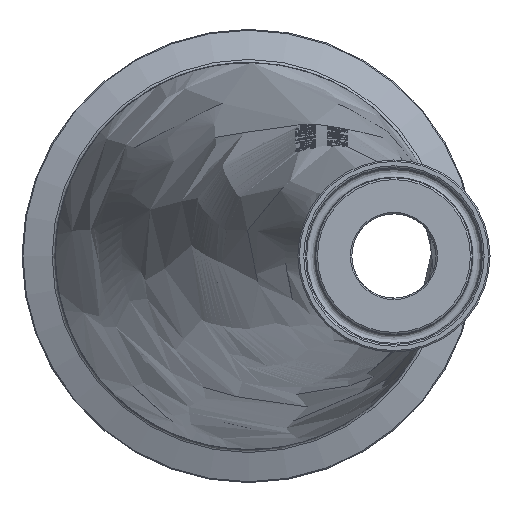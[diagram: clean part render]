
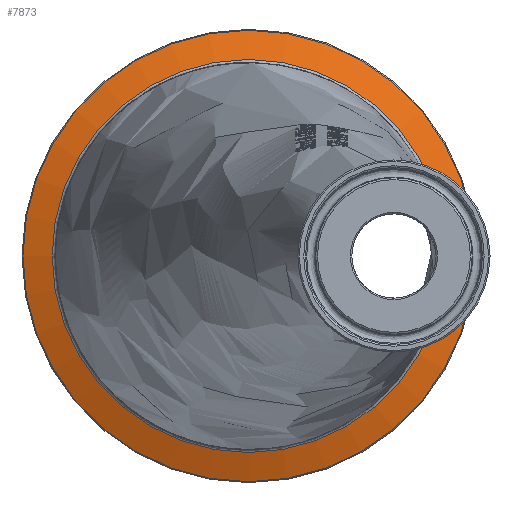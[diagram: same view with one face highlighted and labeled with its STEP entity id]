
A CAD part, left-side view. The second image highlights one B-rep face of the part: STEP entity #7873.
In plain terms, the highlighted conical face has half-angle 70 degrees and reference radius 55.131 mm.
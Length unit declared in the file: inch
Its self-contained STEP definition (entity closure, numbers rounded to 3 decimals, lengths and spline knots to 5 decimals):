
#16=CONICAL_SURFACE('',#8244,2.1705,70.);
#516=FACE_BOUND('',#1479,.T.);
#972=FACE_OUTER_BOUND('',#1478,.T.);
#1478=EDGE_LOOP('',(#7296));
#1479=EDGE_LOOP('',(#7297));
#3014=CIRCLE('',#8243,2.33113);
#3015=CIRCLE('',#8245,2.02961);
#3809=VERTEX_POINT('',#17389);
#3810=VERTEX_POINT('',#17392);
#4979=EDGE_CURVE('',#3809,#3809,#3014,.T.);
#4980=EDGE_CURVE('',#3810,#3810,#3015,.T.);
#7296=ORIENTED_EDGE('',*,*,#4980,.F.);
#7297=ORIENTED_EDGE('',*,*,#4979,.F.);
#7873=ADVANCED_FACE('',(#972,#516),#16,.T.);
#8243=AXIS2_PLACEMENT_3D('',#17390,#9352,#9353);
#8244=AXIS2_PLACEMENT_3D('',#17391,#9354,#9355);
#8245=AXIS2_PLACEMENT_3D('',#17393,#9356,#9357);
#9352=DIRECTION('center_axis',(1.,0.,0.));
#9353=DIRECTION('ref_axis',(0.,-1.,0.));
#9354=DIRECTION('center_axis',(1.,0.,0.));
#9355=DIRECTION('ref_axis',(0.,1.,0.));
#9356=DIRECTION('center_axis',(-1.,0.,0.));
#9357=DIRECTION('ref_axis',(0.,-1.,0.));
#17389=CARTESIAN_POINT('',(10.50941,3.58113,0.));
#17390=CARTESIAN_POINT('Origin',(10.50941,1.25,0.));
#17391=CARTESIAN_POINT('Origin',(10.45094,1.25,0.));
#17392=CARTESIAN_POINT('',(10.39966,3.27961,0.));
#17393=CARTESIAN_POINT('Origin',(10.39966,1.25,0.));
